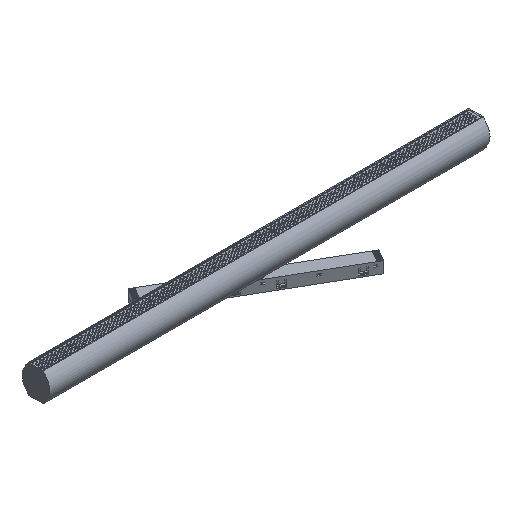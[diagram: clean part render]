
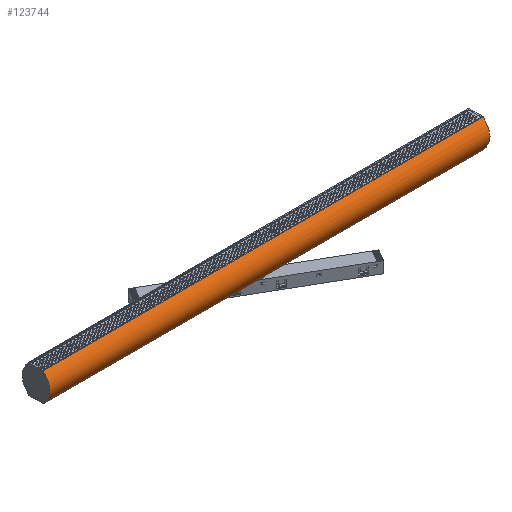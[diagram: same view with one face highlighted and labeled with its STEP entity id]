
A CAD part, isometric view. The second image highlights one B-rep face of the part: STEP entity #123744.
In plain terms, the highlighted free-form (B-spline) face has degree [5, 1] with [15, 2] control points.
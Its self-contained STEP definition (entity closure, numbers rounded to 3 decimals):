
#11=(
BOUNDED_CURVE()
B_SPLINE_CURVE(5,(#171687,#171688,#171689,#171690,#171691,#171692,#171693,
#171694,#171695,#171696,#171697,#171698,#171699,#171700,#171701),
 .UNSPECIFIED.,.F.,.F.)
B_SPLINE_CURVE_WITH_KNOTS((6,1,1,1,1,1,1,1,1,1,6),(0.,0.1,0.2,0.3,0.4,0.5,
0.6,0.7,0.8,0.9,1.),.UNSPECIFIED.)
CURVE()
GEOMETRIC_REPRESENTATION_ITEM()
RATIONAL_B_SPLINE_CURVE((1.,1.,1.,1.,1.,1.,1.,1.,1.,1.,1.,1.,1.,1.,1.))
REPRESENTATION_ITEM('')
);
#12=(
BOUNDED_CURVE()
B_SPLINE_CURVE(5,(#171705,#171706,#171707,#171708,#171709,#171710,#171711,
#171712,#171713,#171714,#171715,#171716,#171717,#171718,#171719),
 .UNSPECIFIED.,.F.,.F.)
B_SPLINE_CURVE_WITH_KNOTS((6,1,1,1,1,1,1,1,1,1,6),(-1.,-0.9,-0.8,-0.7,-0.6,
-0.5,-0.4,-0.3,-0.2,-0.1,0.),.UNSPECIFIED.)
CURVE()
GEOMETRIC_REPRESENTATION_ITEM()
RATIONAL_B_SPLINE_CURVE((1.,1.,1.,1.,1.,1.,1.,1.,1.,1.,1.,1.,1.,1.,1.))
REPRESENTATION_ITEM('')
);
#15=(
BOUNDED_SURFACE()
B_SPLINE_SURFACE(5,1,((#171655,#171656),(#171657,#171658),(#171659,#171660),
(#171661,#171662),(#171663,#171664),(#171665,#171666),(#171667,#171668),
(#171669,#171670),(#171671,#171672),(#171673,#171674),(#171675,#171676),
(#171677,#171678),(#171679,#171680),(#171681,#171682),(#171683,#171684)),
 .UNSPECIFIED.,.F.,.F.,.F.)
B_SPLINE_SURFACE_WITH_KNOTS((6,1,1,1,1,1,1,1,1,1,6),(2,2),(-1.,-0.9,-0.8,
-0.7,-0.6,-0.5,-0.4,-0.3,-0.2,-0.1,0.),(0.,34.9),.UNSPECIFIED.)
GEOMETRIC_REPRESENTATION_ITEM()
RATIONAL_B_SPLINE_SURFACE(((1.,1.),(1.,1.),(1.,1.),(1.,1.),(1.,1.),(1.,
1.),(1.,1.),(1.,1.),(1.,1.),(1.,1.),(1.,1.),(1.,1.),(1.,1.),(1.,1.),(1.,
1.)))
REPRESENTATION_ITEM('')
SURFACE()
);
#8265=FACE_OUTER_BOUND('',#15198,.T.);
#15198=EDGE_LOOP('',(#90022,#90023,#90024,#90025));
#23589=LINE('',#171703,#41190);
#23590=LINE('',#171720,#41191);
#41190=VECTOR('',#139596,10.);
#41191=VECTOR('',#139597,10.);
#58756=VERTEX_POINT('',#171685);
#58757=VERTEX_POINT('',#171686);
#58758=VERTEX_POINT('',#171702);
#58759=VERTEX_POINT('',#171704);
#71023=EDGE_CURVE('',#58756,#58757,#11,.T.);
#71024=EDGE_CURVE('',#58756,#58758,#23589,.T.);
#71025=EDGE_CURVE('',#58759,#58758,#12,.T.);
#71026=EDGE_CURVE('',#58757,#58759,#23590,.T.);
#90022=ORIENTED_EDGE('',*,*,#71023,.F.);
#90023=ORIENTED_EDGE('',*,*,#71024,.T.);
#90024=ORIENTED_EDGE('',*,*,#71025,.F.);
#90025=ORIENTED_EDGE('',*,*,#71026,.F.);
#123744=ADVANCED_FACE('',(#8265),#15,.T.);
#139596=DIRECTION('',(1.,0.,0.));
#139597=DIRECTION('',(1.,0.,0.));
#171655=CARTESIAN_POINT('Ctrl Pts',(0.,-5.75,11.33));
#171656=CARTESIAN_POINT('Ctrl Pts',(349.,-5.75,11.33));
#171657=CARTESIAN_POINT('Ctrl Pts',(0.,-6.156,10.877));
#171658=CARTESIAN_POINT('Ctrl Pts',(349.,-6.156,10.877));
#171659=CARTESIAN_POINT('Ctrl Pts',(0.,-6.932,9.97));
#171660=CARTESIAN_POINT('Ctrl Pts',(349.,-6.932,9.97));
#171661=CARTESIAN_POINT('Ctrl Pts',(0.,-7.99,8.611));
#171662=CARTESIAN_POINT('Ctrl Pts',(349.,-7.99,8.611));
#171663=CARTESIAN_POINT('Ctrl Pts',(0.,-9.184,6.798));
#171664=CARTESIAN_POINT('Ctrl Pts',(349.,-9.184,6.798));
#171665=CARTESIAN_POINT('Ctrl Pts',(0.,-10.292,4.532));
#171666=CARTESIAN_POINT('Ctrl Pts',(349.,-10.292,4.532));
#171667=CARTESIAN_POINT('Ctrl Pts',(0.,-10.982,2.266));
#171668=CARTESIAN_POINT('Ctrl Pts',(349.,-10.982,2.266));
#171669=CARTESIAN_POINT('Ctrl Pts',(0.,-11.218,0.));
#171670=CARTESIAN_POINT('Ctrl Pts',(349.,-11.218,0.));
#171671=CARTESIAN_POINT('Ctrl Pts',(0.,-10.982,-2.266));
#171672=CARTESIAN_POINT('Ctrl Pts',(349.,-10.982,-2.266));
#171673=CARTESIAN_POINT('Ctrl Pts',(0.,-10.292,-4.532));
#171674=CARTESIAN_POINT('Ctrl Pts',(349.,-10.292,-4.532));
#171675=CARTESIAN_POINT('Ctrl Pts',(0.,-9.184,-6.798));
#171676=CARTESIAN_POINT('Ctrl Pts',(349.,-9.184,-6.798));
#171677=CARTESIAN_POINT('Ctrl Pts',(0.,-7.99,-8.611));
#171678=CARTESIAN_POINT('Ctrl Pts',(349.,-7.99,-8.611));
#171679=CARTESIAN_POINT('Ctrl Pts',(0.,-6.932,-9.97));
#171680=CARTESIAN_POINT('Ctrl Pts',(349.,-6.932,-9.97));
#171681=CARTESIAN_POINT('Ctrl Pts',(0.,-6.156,-10.877));
#171682=CARTESIAN_POINT('Ctrl Pts',(349.,-6.156,-10.877));
#171683=CARTESIAN_POINT('Ctrl Pts',(0.,-5.75,-11.33));
#171684=CARTESIAN_POINT('Ctrl Pts',(349.,-5.75,-11.33));
#171685=CARTESIAN_POINT('',(0.,-5.75,-11.33));
#171686=CARTESIAN_POINT('',(0.,-5.75,11.33));
#171687=CARTESIAN_POINT('Ctrl Pts',(0.,-5.75,-11.33));
#171688=CARTESIAN_POINT('Ctrl Pts',(0.,-6.156,-10.877));
#171689=CARTESIAN_POINT('Ctrl Pts',(0.,-6.932,-9.97));
#171690=CARTESIAN_POINT('Ctrl Pts',(0.,-7.99,-8.611));
#171691=CARTESIAN_POINT('Ctrl Pts',(0.,-9.184,-6.798));
#171692=CARTESIAN_POINT('Ctrl Pts',(0.,-10.292,-4.532));
#171693=CARTESIAN_POINT('Ctrl Pts',(0.,-10.982,-2.266));
#171694=CARTESIAN_POINT('Ctrl Pts',(0.,-11.218,0.));
#171695=CARTESIAN_POINT('Ctrl Pts',(0.,-10.982,2.266));
#171696=CARTESIAN_POINT('Ctrl Pts',(0.,-10.292,4.532));
#171697=CARTESIAN_POINT('Ctrl Pts',(0.,-9.184,6.798));
#171698=CARTESIAN_POINT('Ctrl Pts',(0.,-7.99,8.611));
#171699=CARTESIAN_POINT('Ctrl Pts',(0.,-6.932,9.97));
#171700=CARTESIAN_POINT('Ctrl Pts',(0.,-6.156,10.877));
#171701=CARTESIAN_POINT('Ctrl Pts',(0.,-5.75,11.33));
#171702=CARTESIAN_POINT('',(349.,-5.75,-11.33));
#171703=CARTESIAN_POINT('',(0.,-5.75,-11.33));
#171704=CARTESIAN_POINT('',(349.,-5.75,11.33));
#171705=CARTESIAN_POINT('Ctrl Pts',(349.,-5.75,11.33));
#171706=CARTESIAN_POINT('Ctrl Pts',(349.,-6.156,10.877));
#171707=CARTESIAN_POINT('Ctrl Pts',(349.,-6.932,9.97));
#171708=CARTESIAN_POINT('Ctrl Pts',(349.,-7.99,8.611));
#171709=CARTESIAN_POINT('Ctrl Pts',(349.,-9.184,6.798));
#171710=CARTESIAN_POINT('Ctrl Pts',(349.,-10.292,4.532));
#171711=CARTESIAN_POINT('Ctrl Pts',(349.,-10.982,2.266));
#171712=CARTESIAN_POINT('Ctrl Pts',(349.,-11.218,0.));
#171713=CARTESIAN_POINT('Ctrl Pts',(349.,-10.982,-2.266));
#171714=CARTESIAN_POINT('Ctrl Pts',(349.,-10.292,-4.532));
#171715=CARTESIAN_POINT('Ctrl Pts',(349.,-9.184,-6.798));
#171716=CARTESIAN_POINT('Ctrl Pts',(349.,-7.99,-8.611));
#171717=CARTESIAN_POINT('Ctrl Pts',(349.,-6.932,-9.97));
#171718=CARTESIAN_POINT('Ctrl Pts',(349.,-6.156,-10.877));
#171719=CARTESIAN_POINT('Ctrl Pts',(349.,-5.75,-11.33));
#171720=CARTESIAN_POINT('',(0.,-5.75,11.33));
